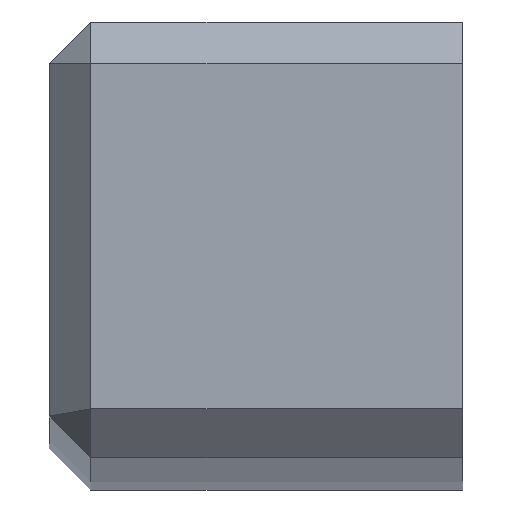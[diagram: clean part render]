
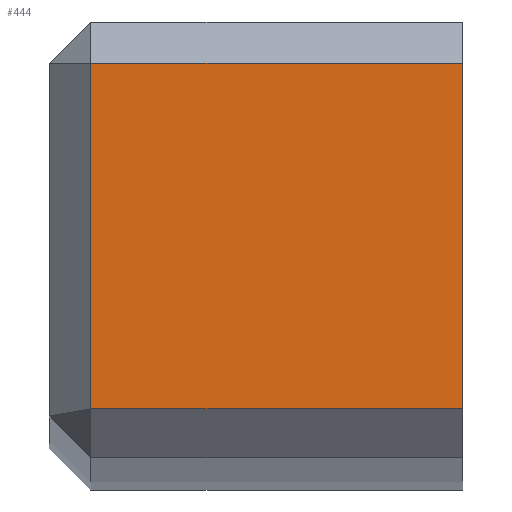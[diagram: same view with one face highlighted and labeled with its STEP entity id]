
A CAD part, front view. The second image highlights one B-rep face of the part: STEP entity #444.
In plain terms, the highlighted planar face has unit normal (0, -1, 0).
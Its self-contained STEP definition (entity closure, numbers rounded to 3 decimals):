
#41=FACE_OUTER_BOUND('',#68,.T.);
#68=EDGE_LOOP('',(#335,#336,#337,#338));
#101=LINE('',#664,#154);
#107=LINE('',#681,#160);
#110=LINE('',#685,#163);
#114=LINE('',#695,#167);
#154=VECTOR('',#534,10.);
#160=VECTOR('',#546,10.);
#163=VECTOR('',#551,10.);
#167=VECTOR('',#567,10.);
#201=VERTEX_POINT('',#653);
#204=VERTEX_POINT('',#660);
#208=VERTEX_POINT('',#674);
#210=VERTEX_POINT('',#679);
#244=EDGE_CURVE('',#201,#204,#101,.T.);
#251=EDGE_CURVE('',#210,#208,#107,.T.);
#254=EDGE_CURVE('',#208,#201,#110,.T.);
#260=EDGE_CURVE('',#204,#210,#114,.T.);
#335=ORIENTED_EDGE('',*,*,#244,.F.);
#336=ORIENTED_EDGE('',*,*,#254,.F.);
#337=ORIENTED_EDGE('',*,*,#251,.F.);
#338=ORIENTED_EDGE('',*,*,#260,.F.);
#419=PLANE('',#487);
#444=ADVANCED_FACE('',(#41),#419,.T.);
#487=AXIS2_PLACEMENT_3D('',#694,#565,#566);
#534=DIRECTION('',(1.,0.,0.));
#546=DIRECTION('',(-1.,0.,0.));
#551=DIRECTION('',(0.,0.,1.));
#565=DIRECTION('center_axis',(0.,-1.,0.));
#566=DIRECTION('ref_axis',(0.,0.,1.));
#567=DIRECTION('',(0.,0.,-1.));
#653=CARTESIAN_POINT('',(-64.123,-37.133,137.1));
#660=CARTESIAN_POINT('',(-55.123,-37.133,137.1));
#664=CARTESIAN_POINT('',(-55.123,-37.133,137.1));
#674=CARTESIAN_POINT('',(-64.123,-37.133,128.735));
#679=CARTESIAN_POINT('',(-55.123,-37.133,128.735));
#681=CARTESIAN_POINT('',(-55.123,-37.133,128.735));
#685=CARTESIAN_POINT('',(-64.123,-37.133,130.085));
#694=CARTESIAN_POINT('Origin',(-55.123,-37.133,127.735));
#695=CARTESIAN_POINT('',(-55.123,-37.133,138.1));
